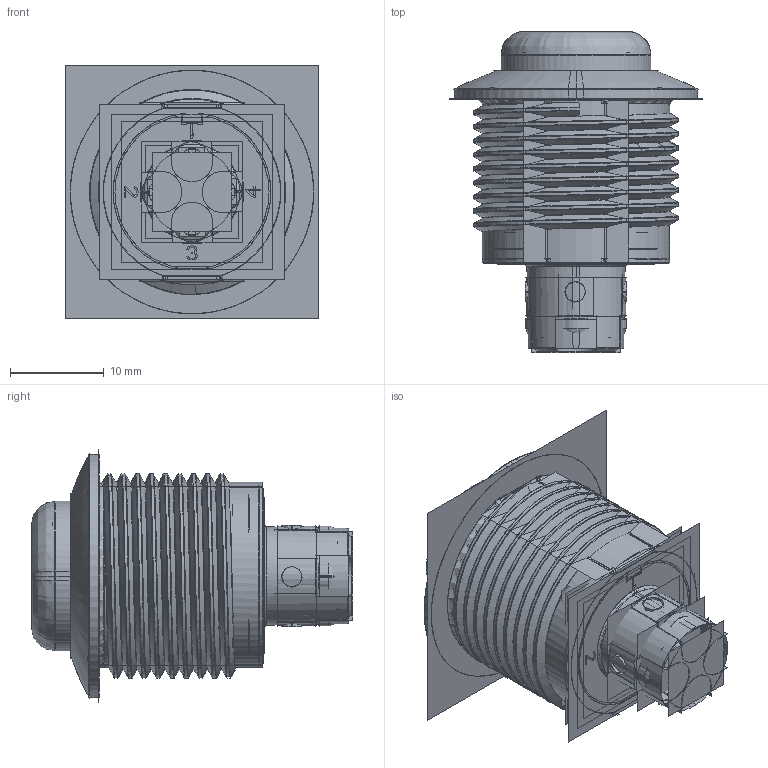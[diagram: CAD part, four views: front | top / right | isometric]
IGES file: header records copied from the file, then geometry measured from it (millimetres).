
Start section:  PTC IGES file: 172062.igs
Global section: file name: 172062.igs; native system: Creo Parametric by Parametric Technology Corporation; preprocessor: 2013230; author: pdmadmin; organization: Unknown; date: 20151208.103340; units: millimetre
Bounding box: 27.06 x 34.28 x 27.04 mm (x, y, z)
Volume: 5449.3 mm3; surface area: 64587.9 mm2
Topology: 11 solids, 23 shells, 1294 faces, 6530 edges, 8220 vertices
Faces by surface type: bspline 744, revolution 550
